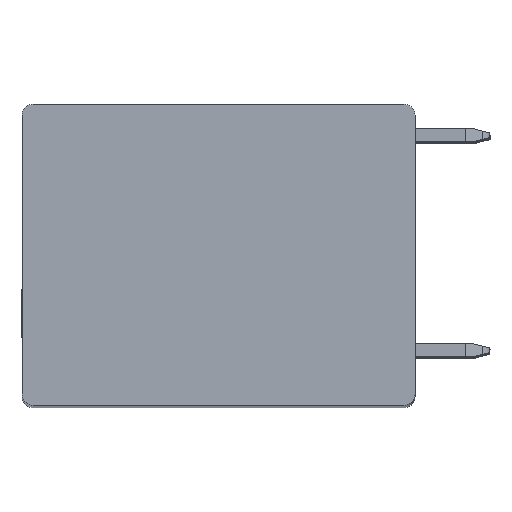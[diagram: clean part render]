
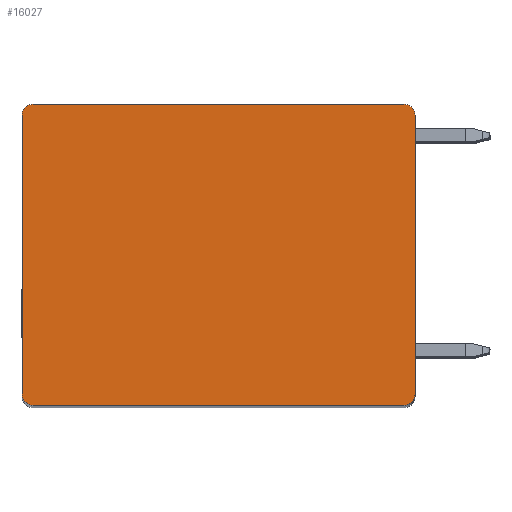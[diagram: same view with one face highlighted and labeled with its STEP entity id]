
A CAD part, top view. The second image highlights one B-rep face of the part: STEP entity #16027.
In plain terms, the highlighted planar face has unit normal (0, 0, 1).
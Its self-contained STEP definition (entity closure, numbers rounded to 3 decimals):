
#3785=CARTESIAN_POINT('',(-11.375,8.55,80.55));
#3786=DIRECTION('',(0.,0.,1.));
#3787=DIRECTION('',(0.,1.,0.));
#3788=AXIS2_PLACEMENT_3D('',#3785,#3786,#3787);
#3790=DIRECTION('',(-1.,0.,0.));
#3791=VECTOR('',#3790,22.75);
#3792=CARTESIAN_POINT('',(11.375,9.25,80.55));
#3793=LINE('',#3792,#3791);
#3794=CARTESIAN_POINT('',(11.375,8.55,80.55));
#3795=DIRECTION('',(0.,0.,1.));
#3796=DIRECTION('',(1.,0.,0.));
#3797=AXIS2_PLACEMENT_3D('',#3794,#3795,#3796);
#3799=DIRECTION('',(0.,1.,0.));
#3800=VECTOR('',#3799,17.1);
#3801=CARTESIAN_POINT('',(12.075,-8.55,80.55));
#3802=LINE('',#3801,#3800);
#3803=CARTESIAN_POINT('',(11.375,-8.55,80.55));
#3804=DIRECTION('',(0.,0.,1.));
#3805=DIRECTION('',(0.,-1.,0.));
#3806=AXIS2_PLACEMENT_3D('',#3803,#3804,#3805);
#3808=DIRECTION('',(1.,0.,0.));
#3809=VECTOR('',#3808,22.75);
#3810=CARTESIAN_POINT('',(-11.375,-9.25,80.55));
#3811=LINE('',#3810,#3809);
#3812=CARTESIAN_POINT('',(-11.375,-8.55,80.55));
#3813=DIRECTION('',(0.,0.,1.));
#3814=DIRECTION('',(-1.,0.,0.));
#3815=AXIS2_PLACEMENT_3D('',#3812,#3813,#3814);
#3817=DIRECTION('',(0.,-1.,0.));
#3818=VECTOR('',#3817,17.1);
#3819=CARTESIAN_POINT('',(-12.075,8.55,80.55));
#3820=LINE('',#3819,#3818);
#8973=CARTESIAN_POINT('',(-11.375,9.25,80.55));
#8974=CARTESIAN_POINT('',(-12.075,8.55,80.55));
#8975=VERTEX_POINT('',#8973);
#8976=VERTEX_POINT('',#8974);
#8981=CARTESIAN_POINT('',(12.075,8.55,80.55));
#8982=VERTEX_POINT('',#8981);
#8983=CARTESIAN_POINT('',(11.375,9.25,80.55));
#8984=VERTEX_POINT('',#8983);
#8989=CARTESIAN_POINT('',(11.375,-9.25,80.55));
#8990=VERTEX_POINT('',#8989);
#8991=CARTESIAN_POINT('',(12.075,-8.55,80.55));
#8992=VERTEX_POINT('',#8991);
#8997=CARTESIAN_POINT('',(-12.075,-8.55,80.55));
#8998=VERTEX_POINT('',#8997);
#8999=CARTESIAN_POINT('',(-11.375,-9.25,80.55));
#9000=VERTEX_POINT('',#8999);
#16012=CARTESIAN_POINT('',(0.,0.,80.55));
#16013=DIRECTION('',(0.,0.,1.));
#16014=DIRECTION('',(1.,0.,0.));
#16015=AXIS2_PLACEMENT_3D('',#16012,#16013,#16014);
#16016=PLANE('',#16015);
#16017=ORIENTED_EDGE('',*,*,#11152,.F.);
#16018=ORIENTED_EDGE('',*,*,#11814,.F.);
#16019=ORIENTED_EDGE('',*,*,#14023,.F.);
#16020=ORIENTED_EDGE('',*,*,#14038,.F.);
#16021=ORIENTED_EDGE('',*,*,#15657,.F.);
#16022=ORIENTED_EDGE('',*,*,#15672,.F.);
#16023=ORIENTED_EDGE('',*,*,#15685,.F.);
#16024=ORIENTED_EDGE('',*,*,#15697,.F.);
#16025=EDGE_LOOP('',(#16017,#16018,#16019,#16020,#16021,#16022,#16023,#16024));
#16026=FACE_OUTER_BOUND('',#16025,.F.);
#3789=CIRCLE('',#3788,0.7);
#3798=CIRCLE('',#3797,0.7);
#3807=CIRCLE('',#3806,0.7);
#3816=CIRCLE('',#3815,0.7);
#11152=EDGE_CURVE('',#8975,#8976,#3789,.T.);
#11814=EDGE_CURVE('',#8984,#8975,#3793,.T.);
#14023=EDGE_CURVE('',#8982,#8984,#3798,.T.);
#14038=EDGE_CURVE('',#8992,#8982,#3802,.T.);
#15657=EDGE_CURVE('',#8990,#8992,#3807,.T.);
#15672=EDGE_CURVE('',#9000,#8990,#3811,.T.);
#15685=EDGE_CURVE('',#8998,#9000,#3816,.T.);
#15697=EDGE_CURVE('',#8976,#8998,#3820,.T.);
#16027=ADVANCED_FACE('',(#16026),#16016,.T.);
